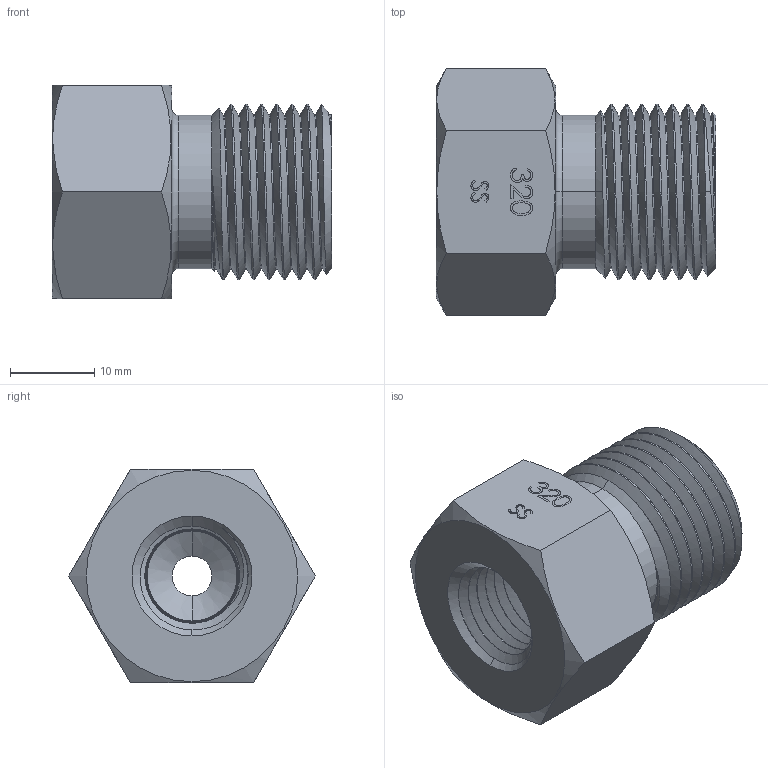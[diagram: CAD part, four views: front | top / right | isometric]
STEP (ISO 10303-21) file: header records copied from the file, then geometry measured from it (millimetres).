
FILE_DESCRIPTION (( 'STEP AP203' ), '1' );
FILE_NAME ('AD-320MSS-4FNPT.STEP', '2025-07-30T17:04:46', ( '' ), ( '' ), 'SwSTEP 2.0', 'SolidWorks 2018', '' );
FILE_SCHEMA (( 'CONFIG_CONTROL_DESIGN' ));
Length unit declared in the file: inch
Products named in the file (1): AD-320MSS-4FNPT
Bounding box: 33.27 x 29.33 x 25.4 mm (x, y, z)
Volume: 11100.8 mm3; surface area: 5285.3 mm2
Topology: 1 solids, 1 shells, 96 faces, 319 edges, 233 vertices
Faces by surface type: cylinder 40, cone 33, plane 16, bspline 5, torus 2
Entity records: 9290 total; most frequent: CARTESIAN_POINT 6786, ORIENTED_EDGE 638, DIRECTION 351, EDGE_CURVE 319, VERTEX_POINT 233, AXIS2_PLACEMENT_3D 131, B_SPLINE_CURVE_WITH_KNOTS 130, EDGE_LOOP 106
